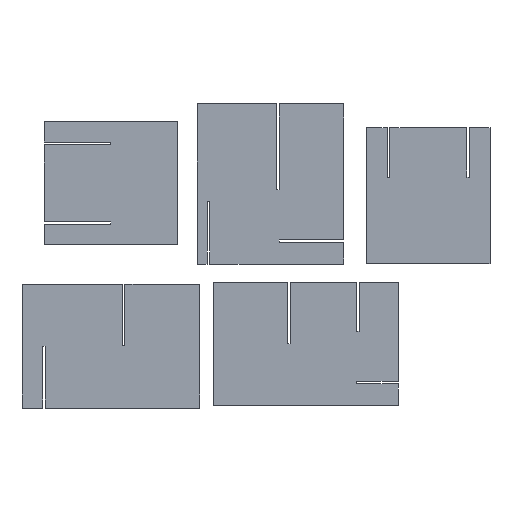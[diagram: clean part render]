
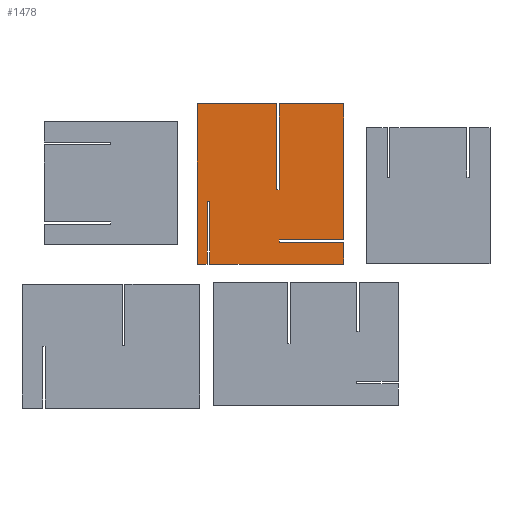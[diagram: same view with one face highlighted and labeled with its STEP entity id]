
A CAD part, top view. The second image highlights one B-rep face of the part: STEP entity #1478.
In plain terms, the highlighted planar face has unit normal (0, 0, 1).
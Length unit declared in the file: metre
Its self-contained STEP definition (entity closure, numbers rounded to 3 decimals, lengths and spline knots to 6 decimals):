
#310=ORIENTED_EDGE('',*,*,#548,.T.);
#311=ORIENTED_EDGE('',*,*,#552,.T.);
#312=ORIENTED_EDGE('',*,*,#555,.F.);
#313=ORIENTED_EDGE('',*,*,#558,.T.);
#314=ORIENTED_EDGE('',*,*,#561,.F.);
#315=ORIENTED_EDGE('',*,*,#564,.T.);
#316=ORIENTED_EDGE('',*,*,#567,.F.);
#317=ORIENTED_EDGE('',*,*,#570,.F.);
#318=ORIENTED_EDGE('',*,*,#573,.F.);
#319=ORIENTED_EDGE('',*,*,#576,.F.);
#320=ORIENTED_EDGE('',*,*,#579,.T.);
#321=ORIENTED_EDGE('',*,*,#582,.F.);
#322=ORIENTED_EDGE('',*,*,#585,.F.);
#323=ORIENTED_EDGE('',*,*,#588,.F.);
#324=ORIENTED_EDGE('',*,*,#591,.T.);
#325=ORIENTED_EDGE('',*,*,#593,.T.);
#548=EDGE_CURVE('',#717,#716,#888,.T.);
#552=EDGE_CURVE('',#716,#719,#892,.T.);
#555=EDGE_CURVE('',#721,#719,#895,.T.);
#558=EDGE_CURVE('',#721,#723,#898,.T.);
#561=EDGE_CURVE('',#725,#723,#901,.T.);
#564=EDGE_CURVE('',#725,#727,#904,.T.);
#567=EDGE_CURVE('',#729,#727,#907,.T.);
#570=EDGE_CURVE('',#731,#729,#910,.T.);
#573=EDGE_CURVE('',#733,#731,#913,.T.);
#576=EDGE_CURVE('',#735,#733,#916,.T.);
#579=EDGE_CURVE('',#735,#737,#919,.T.);
#582=EDGE_CURVE('',#739,#737,#922,.T.);
#585=EDGE_CURVE('',#741,#739,#925,.T.);
#588=EDGE_CURVE('',#743,#741,#928,.T.);
#591=EDGE_CURVE('',#743,#745,#931,.T.);
#593=EDGE_CURVE('',#745,#717,#933,.T.);
#716=VERTEX_POINT('',#2240);
#717=VERTEX_POINT('',#2242);
#719=VERTEX_POINT('',#2248);
#721=VERTEX_POINT('',#2254);
#723=VERTEX_POINT('',#2260);
#725=VERTEX_POINT('',#2266);
#727=VERTEX_POINT('',#2272);
#729=VERTEX_POINT('',#2278);
#731=VERTEX_POINT('',#2284);
#733=VERTEX_POINT('',#2290);
#735=VERTEX_POINT('',#2296);
#737=VERTEX_POINT('',#2302);
#739=VERTEX_POINT('',#2308);
#741=VERTEX_POINT('',#2314);
#743=VERTEX_POINT('',#2320);
#745=VERTEX_POINT('',#2326);
#888=LINE('',#2241,#1092);
#892=LINE('',#2249,#1096);
#895=LINE('',#2255,#1099);
#898=LINE('',#2261,#1102);
#901=LINE('',#2267,#1105);
#904=LINE('',#2273,#1108);
#907=LINE('',#2279,#1111);
#910=LINE('',#2285,#1114);
#913=LINE('',#2291,#1117);
#916=LINE('',#2297,#1120);
#919=LINE('',#2303,#1123);
#922=LINE('',#2309,#1126);
#925=LINE('',#2315,#1129);
#928=LINE('',#2321,#1132);
#931=LINE('',#2327,#1135);
#933=LINE('',#2330,#1137);
#1092=VECTOR('',#1843,1.);
#1096=VECTOR('',#1849,1.);
#1099=VECTOR('',#1854,1.);
#1102=VECTOR('',#1859,1.);
#1105=VECTOR('',#1864,1.);
#1108=VECTOR('',#1869,1.);
#1111=VECTOR('',#1874,1.);
#1114=VECTOR('',#1879,1.);
#1117=VECTOR('',#1884,1.);
#1120=VECTOR('',#1889,1.);
#1123=VECTOR('',#1894,1.);
#1126=VECTOR('',#1899,1.);
#1129=VECTOR('',#1904,1.);
#1132=VECTOR('',#1909,1.);
#1135=VECTOR('',#1914,1.);
#1137=VECTOR('',#1918,1.);
#1244=EDGE_LOOP('',(#310,#311,#312,#313,#314,#315,#316,#317,#318,#319,#320,
#321,#322,#323,#324,#325));
#1322=FACE_BOUND('',#1244,.T.);
#1400=PLANE('',#1618);
#1478=ADVANCED_FACE('',(#1322),#1400,.T.);
#1618=AXIS2_PLACEMENT_3D('',#2331,#1919,#1920);
#1843=DIRECTION('',(0.,1.,0.));
#1849=DIRECTION('',(1.,0.,0.));
#1854=DIRECTION('',(0.,1.,0.));
#1859=DIRECTION('',(1.,0.,0.));
#1864=DIRECTION('',(0.,-1.,0.));
#1869=DIRECTION('',(-1.,0.,0.));
#1874=DIRECTION('',(0.,-1.,0.));
#1879=DIRECTION('',(-1.,0.,0.));
#1884=DIRECTION('',(0.,-1.,0.));
#1889=DIRECTION('',(1.,0.,0.));
#1894=DIRECTION('',(0.,-1.,0.));
#1899=DIRECTION('',(1.,0.,0.));
#1904=DIRECTION('',(0.,-1.,0.));
#1909=DIRECTION('',(1.,0.,0.));
#1914=DIRECTION('',(0.,-1.,0.));
#1918=DIRECTION('',(1.,0.,0.));
#1919=DIRECTION('',(0.,0.,1.));
#1920=DIRECTION('',(1.,0.,0.));
#2240=CARTESIAN_POINT('',(-0.080083,0.115433,0.00225));
#2241=CARTESIAN_POINT('',(-0.080083,0.089983,0.00225));
#2242=CARTESIAN_POINT('',(-0.080083,0.064533,0.00225));
#2248=CARTESIAN_POINT('',(-0.077833,0.115433,0.00225));
#2249=CARTESIAN_POINT('',(-0.078958,0.115433,0.00225));
#2254=CARTESIAN_POINT('',(-0.077833,0.064533,0.00225));
#2255=CARTESIAN_POINT('',(-0.077833,0.089983,0.00225));
#2260=CARTESIAN_POINT('',(0.030629,0.064533,0.00225));
#2261=CARTESIAN_POINT('',(-0.023602,0.064533,0.00225));
#2266=CARTESIAN_POINT('',(0.030629,0.082043,0.00225));
#2267=CARTESIAN_POINT('',(0.030629,0.073288,0.00225));
#2272=CARTESIAN_POINT('',(-0.021531,0.082043,0.00225));
#2273=CARTESIAN_POINT('',(0.004549,0.082043,0.00225));
#2278=CARTESIAN_POINT('',(-0.021531,0.084293,0.00225));
#2279=CARTESIAN_POINT('',(-0.021531,0.083168,0.00225));
#2284=CARTESIAN_POINT('',(0.030629,0.084293,0.00225));
#2285=CARTESIAN_POINT('',(0.004549,0.084293,0.00225));
#2290=CARTESIAN_POINT('',(0.030629,0.194453,0.00225));
#2291=CARTESIAN_POINT('',(0.030629,0.139373,0.00225));
#2296=CARTESIAN_POINT('',(-0.021533,0.194453,0.00225));
#2297=CARTESIAN_POINT('',(0.004548,0.194453,0.00225));
#2302=CARTESIAN_POINT('',(-0.021533,0.125043,0.00225));
#2303=CARTESIAN_POINT('',(-0.021533,0.159748,0.00225));
#2308=CARTESIAN_POINT('',(-0.023783,0.125043,0.00225));
#2309=CARTESIAN_POINT('',(-0.022658,0.125043,0.00225));
#2314=CARTESIAN_POINT('',(-0.023783,0.194453,0.00225));
#2315=CARTESIAN_POINT('',(-0.023783,0.159748,0.00225));
#2320=CARTESIAN_POINT('',(-0.087963,0.194453,0.00225));
#2321=CARTESIAN_POINT('',(-0.055873,0.194453,0.00225));
#2326=CARTESIAN_POINT('',(-0.087963,0.064533,0.00225));
#2327=CARTESIAN_POINT('',(-0.087963,0.129493,0.00225));
#2330=CARTESIAN_POINT('',(-0.084023,0.064533,0.00225));
#2331=CARTESIAN_POINT('',(-0.028667,0.129493,0.00225));
